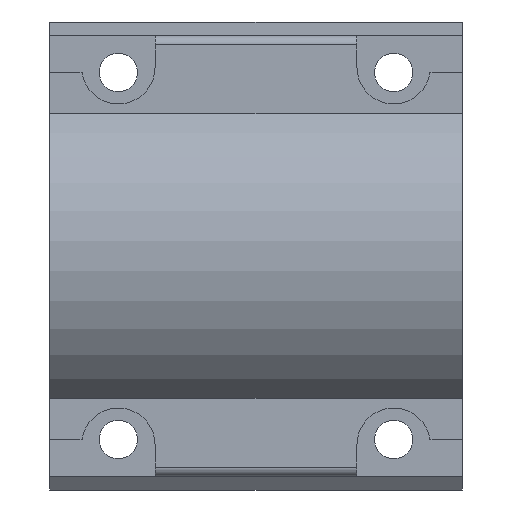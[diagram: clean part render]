
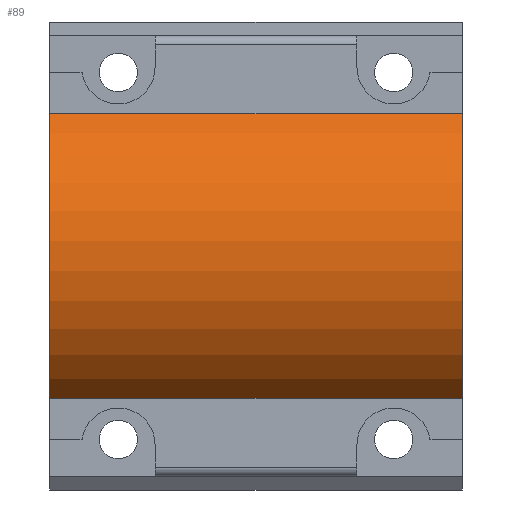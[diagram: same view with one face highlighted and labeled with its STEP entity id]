
A CAD part, front view. The second image highlights one B-rep face of the part: STEP entity #89.
In plain terms, the highlighted cylindrical face has radius 38 mm (diameter 76 mm), a partial arc.
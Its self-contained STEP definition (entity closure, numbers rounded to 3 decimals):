
#89 = ADVANCED_FACE( '', ( #228 ), #229, .T. );
#228 = FACE_OUTER_BOUND( '', #495, .T. );
#229 = CYLINDRICAL_SURFACE( '', #496, 38. );
#495 = EDGE_LOOP( '', ( #889, #890, #891, #892 ) );
#496 = AXIS2_PLACEMENT_3D( '', #893, #894, #895 );
#889 = ORIENTED_EDGE( '', *, *, #1753, .T. );
#890 = ORIENTED_EDGE( '', *, *, #1737, .F. );
#891 = ORIENTED_EDGE( '', *, *, #1733, .F. );
#892 = ORIENTED_EDGE( '', *, *, #1783, .T. );
#893 = CARTESIAN_POINT( '', ( 90., 0., 0. ) );
#894 = DIRECTION( '', ( 1., 0., 0. ) );
#895 = DIRECTION( '', ( 0., 0., 1. ) );
#1733 = EDGE_CURVE( '', #2079, #2034, #2081, .T. );
#1737 = EDGE_CURVE( '', #2034, #2088, #2089, .T. );
#1753 = EDGE_CURVE( '', #2118, #2088, #2119, .T. );
#1783 = EDGE_CURVE( '', #2079, #2118, #2168, .T. );
#2034 = VERTEX_POINT( '', #2546 );
#2079 = VERTEX_POINT( '', #2613 );
#2081 = CIRCLE( '', #2616, 38. );
#2088 = VERTEX_POINT( '', #2625 );
#2089 = LINE( '', #2626, #2627 );
#2118 = VERTEX_POINT( '', #2669 );
#2119 = CIRCLE( '', #2670, 38. );
#2168 = LINE( '', #2743, #2744 );
#2546 = CARTESIAN_POINT( '', ( 90., -22., -30.984 ) );
#2613 = CARTESIAN_POINT( '', ( 90., -22., 30.984 ) );
#2616 = AXIS2_PLACEMENT_3D( '', #3277, #3278, #3279 );
#2625 = CARTESIAN_POINT( '', ( 0., -22., -30.984 ) );
#2626 = CARTESIAN_POINT( '', ( 90., -22., -30.984 ) );
#2627 = VECTOR( '', #3285, 1000. );
#2669 = CARTESIAN_POINT( '', ( 0., -22., 30.984 ) );
#2670 = AXIS2_PLACEMENT_3D( '', #3305, #3306, #3307 );
#2743 = CARTESIAN_POINT( '', ( 90., -22., 30.984 ) );
#2744 = VECTOR( '', #3347, 1000. );
#3277 = CARTESIAN_POINT( '', ( 90., 0., 0. ) );
#3278 = DIRECTION( '', ( 1., 0., 0. ) );
#3279 = DIRECTION( '', ( 0., 0., -1. ) );
#3285 = DIRECTION( '', ( -1., 0., 0. ) );
#3305 = CARTESIAN_POINT( '', ( 0., 0., 0. ) );
#3306 = DIRECTION( '', ( 1., 0., 0. ) );
#3307 = DIRECTION( '', ( 0., 0., -1. ) );
#3347 = DIRECTION( '', ( -1., 0., 0. ) );
